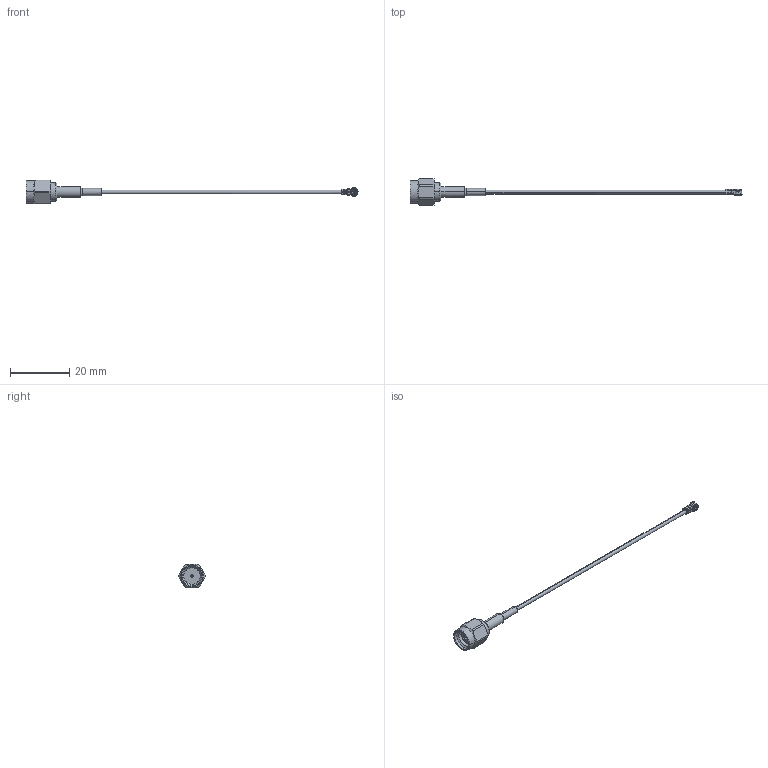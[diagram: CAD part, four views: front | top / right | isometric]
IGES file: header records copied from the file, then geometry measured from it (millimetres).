
Start section: SolidWorks IGES file using analytic representation for surfaces
Global section: file name: R302.255.002-1.IGS; native system: SolidWorks 2011; preprocessor: SolidWorks 2011; author: gu_g; date: 120703.132753; units: millimetre
Bounding box: 111.81 x 8.9 x 8 mm (x, y, z)
Volume: 662.9 mm3; surface area: 999.4 mm2
Topology: 1 solids, 1 shells, 281 faces, 821 edges, 529 vertices
Faces by surface type: plane 146, revolution 115, bspline 20
